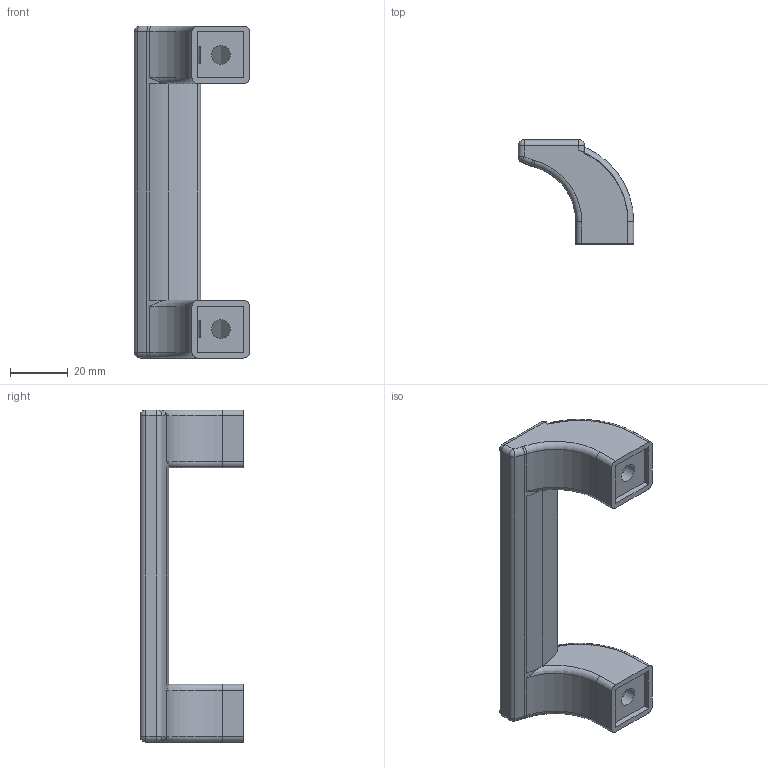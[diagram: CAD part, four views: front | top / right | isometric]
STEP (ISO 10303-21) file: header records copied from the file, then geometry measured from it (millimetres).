
FILE_DESCRIPTION(/* description */ ('maniglia arrotondata serie 40 tappi blu'),/* implementation_level */ '2;1');
FILE_NAME(/* name */ 'HGBE40.stp',/* time_stamp */ '2021-02-19T14:24:59+01:00',/* author */ ('omnitec'),/* organization */ ('Microsoft'),/* preprocessor_version */ 'ST-DEVELOPER v18.1',/* originating_system */ 'Autodesk Inventor 2021',/* authorisation */ '');
FILE_SCHEMA (('AUTOMOTIVE_DESIGN { 1 0 10303 214 3 1 1 }'));
Length unit declared in the file: millimetre
Products named in the file (1): HGBE40
Bounding box: 40 x 36 x 115 mm (x, y, z)
Surface area: 15320.9 mm2 (no closed solid volume)
Topology: 0 solids, 5 shells, 82 faces, 303 edges, 210 vertices
Faces by surface type: cylinder 34, plane 30, torus 12, sphere 6
Full cylindrical faces by diameter (mm): 6.5 x2, 10.5 x2
Entity records: 3326 total; most frequent: CARTESIAN_POINT 660, DIRECTION 575, ORIENTED_EDGE 484, EDGE_CURVE 299, VERTEX_POINT 210, AXIS2_PLACEMENT_3D 201, LINE 173, VECTOR 173
